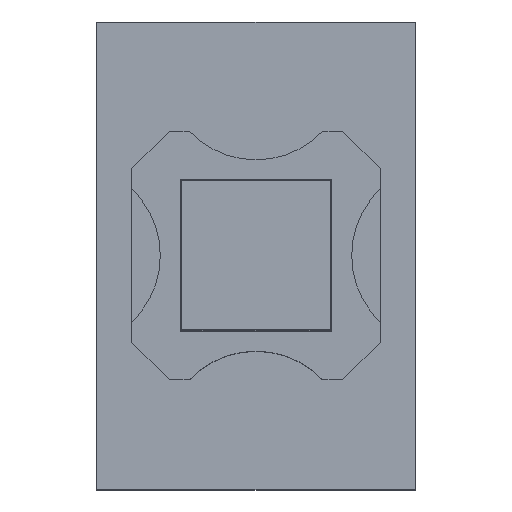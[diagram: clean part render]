
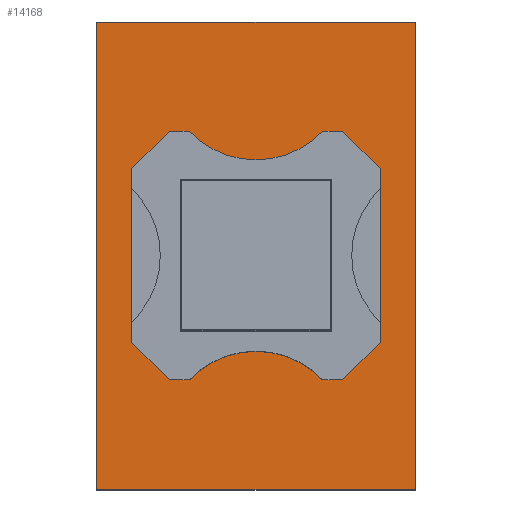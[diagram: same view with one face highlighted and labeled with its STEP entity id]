
A CAD part, top view. The second image highlights one B-rep face of the part: STEP entity #14168.
In plain terms, the highlighted planar face has unit normal (0, 0, 1).
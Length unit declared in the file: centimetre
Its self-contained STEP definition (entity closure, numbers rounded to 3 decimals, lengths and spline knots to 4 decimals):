
#182=FACE_BOUND('',#1862,.T.);
#494=CIRCLE('',#14851,0.371);
#495=CIRCLE('',#14853,0.371);
#1079=FACE_OUTER_BOUND('',#1861,.T.);
#1861=EDGE_LOOP('',(#11327,#11328,#11329,#11330));
#1862=EDGE_LOOP('',(#11331,#11332,#11333,#11334,#11335,#11336,#11337,#11338,
#11339,#11340,#11341,#11342));
#3060=LINE('',#23172,#4749);
#3110=LINE('',#23292,#4799);
#3112=LINE('',#23296,#4801);
#3115=LINE('',#23301,#4804);
#3119=LINE('',#23310,#4808);
#3121=LINE('',#23313,#4810);
#3123=LINE('',#23317,#4812);
#3125=LINE('',#23321,#4814);
#3126=LINE('',#23323,#4815);
#3128=LINE('',#23327,#4817);
#3129=LINE('',#23329,#4818);
#3130=LINE('',#23332,#4819);
#3131=LINE('',#23334,#4820);
#3132=LINE('',#23335,#4821);
#4749=VECTOR('',#16785,1.);
#4799=VECTOR('',#16889,1.);
#4801=VECTOR('',#16893,1.);
#4804=VECTOR('',#16898,1.);
#4808=VECTOR('',#16908,1.);
#4810=VECTOR('',#16912,1.);
#4812=VECTOR('',#16916,1.);
#4814=VECTOR('',#16920,1.);
#4815=VECTOR('',#16923,1.);
#4817=VECTOR('',#16927,1.);
#4818=VECTOR('',#16930,1.);
#4819=VECTOR('',#16933,1.);
#4820=VECTOR('',#16934,1.);
#4821=VECTOR('',#16935,1.);
#6362=VERTEX_POINT('',#23169);
#6363=VERTEX_POINT('',#23171);
#6402=VERTEX_POINT('',#23279);
#6403=VERTEX_POINT('',#23280);
#6404=VERTEX_POINT('',#23285);
#6405=VERTEX_POINT('',#23286);
#6406=VERTEX_POINT('',#23291);
#6407=VERTEX_POINT('',#23295);
#6408=VERTEX_POINT('',#23299);
#6409=VERTEX_POINT('',#23307);
#6410=VERTEX_POINT('',#23309);
#6411=VERTEX_POINT('',#23315);
#6412=VERTEX_POINT('',#23319);
#6413=VERTEX_POINT('',#23325);
#6414=VERTEX_POINT('',#23331);
#6415=VERTEX_POINT('',#23333);
#8077=EDGE_CURVE('',#6362,#6363,#3060,.T.);
#8129=EDGE_CURVE('',#6402,#6403,#494,.T.);
#8132=EDGE_CURVE('',#6404,#6405,#495,.T.);
#8135=EDGE_CURVE('',#6406,#6403,#3110,.T.);
#8137=EDGE_CURVE('',#6407,#6405,#3112,.T.);
#8140=EDGE_CURVE('',#6404,#6408,#3115,.T.);
#8144=EDGE_CURVE('',#6410,#6409,#3119,.T.);
#8146=EDGE_CURVE('',#6409,#6407,#3121,.T.);
#8148=EDGE_CURVE('',#6408,#6411,#3123,.T.);
#8150=EDGE_CURVE('',#6411,#6412,#3125,.T.);
#8151=EDGE_CURVE('',#6412,#6406,#3126,.T.);
#8153=EDGE_CURVE('',#6402,#6413,#3128,.T.);
#8154=EDGE_CURVE('',#6413,#6410,#3129,.T.);
#8155=EDGE_CURVE('',#6363,#6414,#3130,.T.);
#8156=EDGE_CURVE('',#6415,#6362,#3131,.T.);
#8157=EDGE_CURVE('',#6414,#6415,#3132,.T.);
#11327=ORIENTED_EDGE('',*,*,#8155,.F.);
#11328=ORIENTED_EDGE('',*,*,#8077,.F.);
#11329=ORIENTED_EDGE('',*,*,#8156,.F.);
#11330=ORIENTED_EDGE('',*,*,#8157,.F.);
#11331=ORIENTED_EDGE('',*,*,#8144,.T.);
#11332=ORIENTED_EDGE('',*,*,#8146,.T.);
#11333=ORIENTED_EDGE('',*,*,#8137,.T.);
#11334=ORIENTED_EDGE('',*,*,#8132,.F.);
#11335=ORIENTED_EDGE('',*,*,#8140,.T.);
#11336=ORIENTED_EDGE('',*,*,#8148,.T.);
#11337=ORIENTED_EDGE('',*,*,#8150,.T.);
#11338=ORIENTED_EDGE('',*,*,#8151,.T.);
#11339=ORIENTED_EDGE('',*,*,#8135,.T.);
#11340=ORIENTED_EDGE('',*,*,#8129,.F.);
#11341=ORIENTED_EDGE('',*,*,#8153,.T.);
#11342=ORIENTED_EDGE('',*,*,#8154,.T.);
#13481=PLANE('',#14866);
#14168=ADVANCED_FACE('',(#1079,#182),#13481,.T.);
#14851=AXIS2_PLACEMENT_3D('',#23281,#16877,#16878);
#14853=AXIS2_PLACEMENT_3D('',#23287,#16883,#16884);
#14866=AXIS2_PLACEMENT_3D('',#23330,#16931,#16932);
#16785=DIRECTION('',(0.,-1.,0.));
#16877=DIRECTION('center_axis',(0.,0.,-1.));
#16878=DIRECTION('ref_axis',(-0.724,-0.69,0.));
#16883=DIRECTION('center_axis',(0.,0.,-1.));
#16884=DIRECTION('ref_axis',(-0.724,-0.69,0.));
#16889=DIRECTION('',(1.,0.,0.));
#16893=DIRECTION('',(-1.,0.,0.));
#16898=DIRECTION('',(-1.,0.,0.));
#16908=DIRECTION('',(0.,-1.,0.));
#16912=DIRECTION('',(-0.707,-0.707,0.));
#16916=DIRECTION('',(-0.707,0.707,0.));
#16920=DIRECTION('',(0.,1.,0.));
#16923=DIRECTION('',(0.707,0.707,0.));
#16927=DIRECTION('',(1.,0.,0.));
#16930=DIRECTION('',(0.707,-0.707,0.));
#16931=DIRECTION('center_axis',(0.,0.,1.));
#16932=DIRECTION('ref_axis',(0.,-1.,0.));
#16933=DIRECTION('',(-1.,0.,0.));
#16934=DIRECTION('',(1.,0.,0.));
#16935=DIRECTION('',(0.,1.,0.));
#23169=CARTESIAN_POINT('',(0.64,0.94,1.45));
#23171=CARTESIAN_POINT('',(0.64,-0.94,1.45));
#23172=CARTESIAN_POINT('',(0.64,-0.94,1.45));
#23279=CARTESIAN_POINT('',(0.2685,0.5,1.45));
#23280=CARTESIAN_POINT('',(-0.2685,0.5,1.45));
#23281=CARTESIAN_POINT('Origin',(0.,0.756,1.45));
#23285=CARTESIAN_POINT('',(-0.2685,-0.5,1.45));
#23286=CARTESIAN_POINT('',(0.2685,-0.5,1.45));
#23287=CARTESIAN_POINT('Origin',(0.,-0.756,1.45));
#23291=CARTESIAN_POINT('',(-0.3485,0.5,1.45));
#23292=CARTESIAN_POINT('',(-0.1743,0.5,1.45));
#23295=CARTESIAN_POINT('',(0.3485,-0.5,1.45));
#23296=CARTESIAN_POINT('',(0.1743,-0.5,1.45));
#23299=CARTESIAN_POINT('',(-0.3485,-0.5,1.45));
#23301=CARTESIAN_POINT('',(0.1743,-0.5,1.45));
#23307=CARTESIAN_POINT('',(0.5,-0.3485,1.45));
#23309=CARTESIAN_POINT('',(0.5,0.3485,1.45));
#23310=CARTESIAN_POINT('',(0.5,0.1743,1.45));
#23313=CARTESIAN_POINT('',(0.4621,-0.3864,1.45));
#23315=CARTESIAN_POINT('',(-0.5,-0.3485,1.45));
#23317=CARTESIAN_POINT('',(-0.3864,-0.4621,1.45));
#23319=CARTESIAN_POINT('',(-0.5,0.3485,1.45));
#23321=CARTESIAN_POINT('',(-0.5,-0.1743,1.45));
#23323=CARTESIAN_POINT('',(-0.4621,0.3864,1.45));
#23325=CARTESIAN_POINT('',(0.3485,0.5,1.45));
#23327=CARTESIAN_POINT('',(-0.1743,0.5,1.45));
#23329=CARTESIAN_POINT('',(0.3864,0.4621,1.45));
#23330=CARTESIAN_POINT('Origin',(0.,0.,1.45));
#23331=CARTESIAN_POINT('',(-0.64,-0.94,1.45));
#23332=CARTESIAN_POINT('',(-0.64,-0.94,1.45));
#23333=CARTESIAN_POINT('',(-0.64,0.94,1.45));
#23334=CARTESIAN_POINT('',(0.64,0.94,1.45));
#23335=CARTESIAN_POINT('',(-0.64,0.94,1.45));
